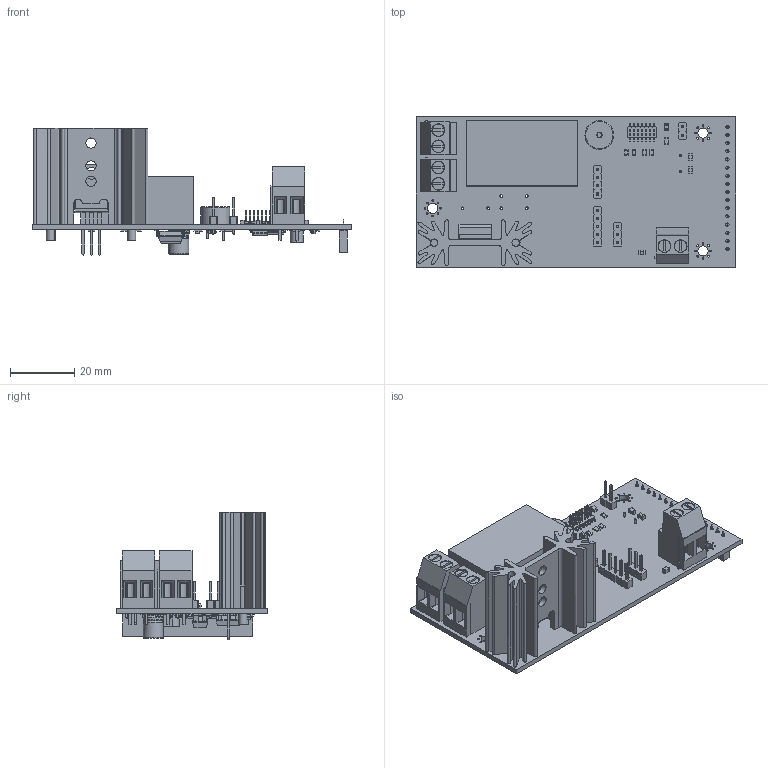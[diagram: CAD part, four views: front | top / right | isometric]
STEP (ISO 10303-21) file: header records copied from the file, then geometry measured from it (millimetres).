
FILE_DESCRIPTION(('KiCad electronic assembly'),'2;1');
FILE_NAME('pcb-heater.step','2021-12-29T20:13:58',('An Author'),( 'A Company'),'Open CASCADE STEP processor 6.9', 'KiCad to STEP converter','Unknown');
FILE_SCHEMA(('AUTOMOTIVE_DESIGN { 1 0 10303 214 1 1 1 1 }'));
Length unit declared in the file: millimetre
Products named in the file (44): Open CASCADE STEP translator 6.9 1; SOIC-8_3.9x4.9mm_P1.27mm; SOLID; R_0805_2012Metric; Sk104_30_2.5; Crystal_HC49-4H_Vertical; DIP-6_W8.89mm_SMDSocket; SMD-4; COMPOUND; LQFP-64_10x10mm_P0.5mm; TO-220-3_Vertical; SOT-23; Hi-Link_HLK_3W; PinHeader_2x07_P1.27mm_Vertical_SMD; PinHeader_1x04_P2.54mm_Vertical; PinHeader_1x05_P2.54mm_Vertical; TerminalBlock_Phoenix_MKDS-3-2-5.08_1x02_P5.08mm_Horizontal; PinHeader_1x03_P2.54mm_Vertical; PinSocket_1x16_P2.54mm_Vertical; PinHeader_1x02_P2.54mm_Vertical; LED_0805_2012Metric; C_0805_2012Metric; CP_Elec_6.3x7.7; Buzzer_D9_H5.5
Assembly tree (70 placements, depth 3):
  Open CASCADE STEP translator 6.9 1
    SOIC-8_3.9x4.9mm_P1.27mm
      SOLID
    R_0805_2012Metric  x19
      SOLID
    Sk104_30_2.5
      SOLID
    Crystal_HC49-4H_Vertical
      SOLID
    DIP-6_W8.89mm_SMDSocket
      SOLID
    SMD-4
      COMPOUND
    LQFP-64_10x10mm_P0.5mm
      SOLID
    TO-220-3_Vertical
      SOLID
    SOT-23  x2
      SOLID
    Hi-Link_HLK_3W
      SOLID
    PinHeader_2x07_P1.27mm_Vertical_SMD
      SOLID
    PinHeader_1x04_P2.54mm_Vertical
      SOLID
    PinHeader_1x05_P2.54mm_Vertical
      SOLID
    TerminalBlock_Phoenix_MKDS-3-2-5.08_1x02_P5.08mm_Horizontal  x3
      SOLID
    PinHeader_1x03_P2.54mm_Vertical
      SOLID
    PinSocket_1x16_P2.54mm_Vertical
      SOLID
    PinHeader_1x02_P2.54mm_Vertical
      SOLID
    LED_0805_2012Metric
      SOLID
    C_0805_2012Metric  x7
      SOLID
    CP_Elec_6.3x7.7
      SOLID
    Buzzer_D9_H5.5
      SOLID
    COMPOUND
Bounding box: 99.69 x 46.99 x 39.75 mm (x, y, z)
Volume: 30316.8 mm3; surface area: 29524.8 mm2
Topology: 50 solids, 53 shells, 4041 faces, 10473 edges, 6663 vertices
Faces by surface type: plane 3011, cylinder 728, bspline 291, torus 9, revolution 1, cone 1
Full cylindrical faces by diameter (mm): 0.5 x27, 0.6 x3, 0.7 x2, 0.8 x6, 0.9 x2, 1 x34, 1.1 x3, 1.3 x6, 1.5 x1, 2.5 x4, 3.2 x6, 3.735 x1, 3.8 x6, 4 x6, 6.3 x2, 8.3 x1, 9 x1
Entity records: 234364 total; most frequent: CARTESIAN_POINT 52073, DIRECTION 29209, LINE 20736, VECTOR 20736, ORIENTED_EDGE 16254, PCURVE 16254, DEFINITIONAL_REPRESENTATION 16254, EDGE_CURVE 8129
